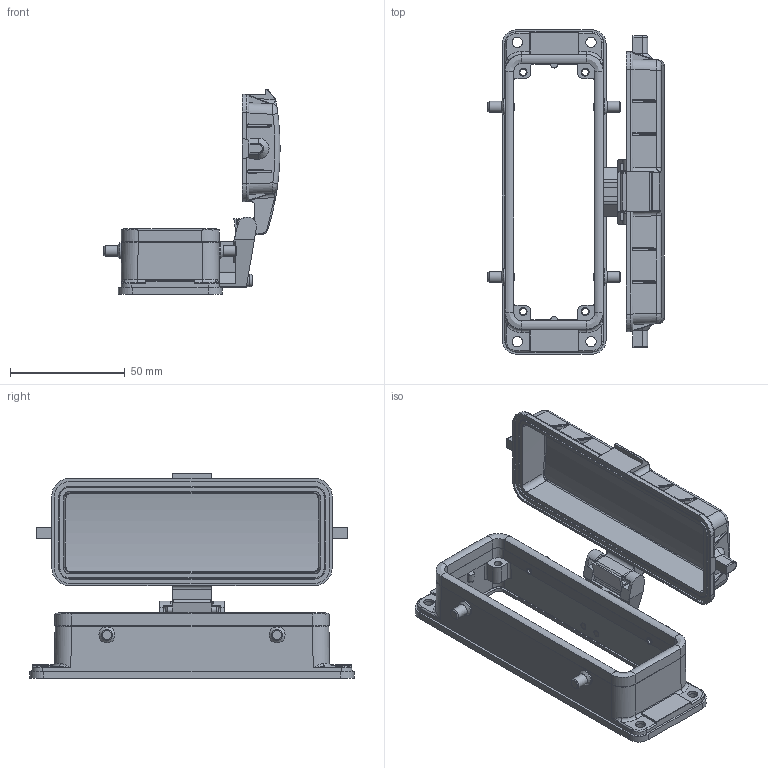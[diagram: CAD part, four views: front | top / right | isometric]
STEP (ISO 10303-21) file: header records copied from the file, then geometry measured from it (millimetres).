
FILE_DESCRIPTION(/* description */ (''),/* implementation_level */ '2;1');
FILE_NAME(/* name */ 'H24B-BK-4B-MCV.stp',/* time_stamp */ '2023-10-19T11:23:18+08:00',/* author */ (''),/* organization */ (''),/* preprocessor_version */ 'ST-DEVELOPER v16',/* originating_system */ 'SIEMENS PLM Software NX 10.0',/* authorisation */ '');
FILE_SCHEMA (('AUTOMOTIVE_DESIGN { 1 0 10303 214 3 1 1 1 }'));
Length unit declared in the file: millimetre
Products named in the file (1): Admi6920F49C1hp8
Bounding box: 76.64 x 141.1 x 89.08 mm (x, y, z)
Volume: 63602.1 mm3; surface area: 51534.8 mm2
Topology: 1 solids, 3 shells, 823 faces, 2187 edges, 1390 vertices
Faces by surface type: plane 375, cylinder 300, bspline 84, cone 36, torus 24, sphere 4
Full cylindrical faces by diameter (mm): 2.3 x4, 2.843 x4, 3 x40, 3.02 x2, 3.2 x2, 3.4 x4, 4.5 x8, 4.8 x4, 5.5 x2, 7 x4
Entity records: 42061 total; most frequent: CARTESIAN_POINT 23604, ORIENTED_EDGE 3962, DIRECTION 3587, EDGE_CURVE 1981, VERTEX_POINT 1293, AXIS2_PLACEMENT_3D 1274, LINE 1039, VECTOR 1039
